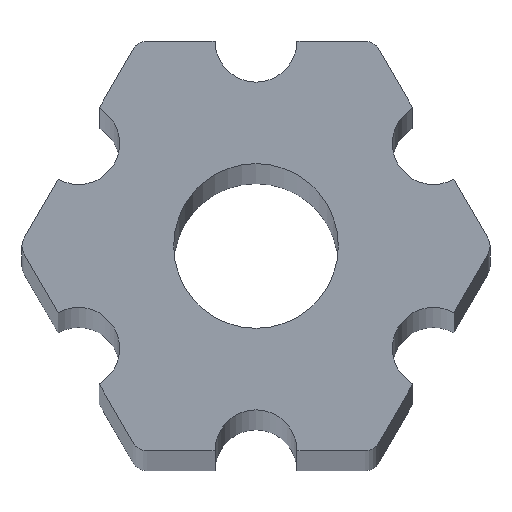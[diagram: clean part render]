
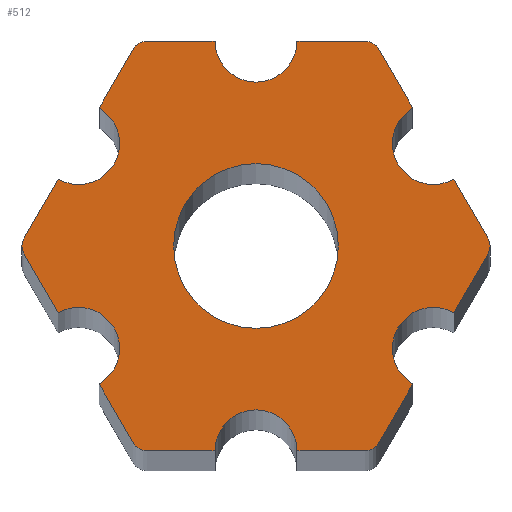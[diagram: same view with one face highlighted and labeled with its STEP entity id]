
A CAD part, top view. The second image highlights one B-rep face of the part: STEP entity #512.
In plain terms, the highlighted planar face has unit normal (0, 0, 1).
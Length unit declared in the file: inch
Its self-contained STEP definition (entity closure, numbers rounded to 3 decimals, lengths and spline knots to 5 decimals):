
#27=PLANE('',#567);
#35=LINE('',#788,#83);
#39=LINE('',#797,#87);
#43=LINE('',#806,#91);
#47=LINE('',#814,#95);
#50=LINE('',#819,#98);
#52=LINE('',#824,#100);
#58=LINE('',#837,#106);
#62=LINE('',#846,#110);
#66=LINE('',#855,#114);
#69=LINE('',#859,#117);
#72=LINE('',#865,#120);
#75=LINE('',#873,#123);
#83=VECTOR('',#630,39.37008);
#87=VECTOR('',#636,39.37008);
#91=VECTOR('',#642,39.37008);
#95=VECTOR('',#648,39.37008);
#98=VECTOR('',#653,39.37008);
#100=VECTOR('',#657,39.37008);
#106=VECTOR('',#665,39.37008);
#110=VECTOR('',#671,39.37008);
#114=VECTOR('',#677,39.37008);
#117=VECTOR('',#682,39.37008);
#120=VECTOR('',#687,39.37008);
#123=VECTOR('',#692,39.37008);
#126=FACE_BOUND('',#173,.T.);
#144=FACE_OUTER_BOUND('',#172,.T.);
#172=EDGE_LOOP('',(#397,#398,#399,#400,#401,#402,#403,#404,#405,#406,#407,
#408,#409,#410,#411,#412,#413,#414,#415,#416,#417,#418,#419,#420));
#173=EDGE_LOOP('',(#421));
#186=CIRCLE('',#545,0.1005);
#187=CIRCLE('',#547,0.02);
#190=CIRCLE('',#551,0.05);
#192=CIRCLE('',#554,0.05);
#193=CIRCLE('',#568,0.02);
#194=CIRCLE('',#569,0.02);
#195=CIRCLE('',#570,0.05);
#196=CIRCLE('',#571,0.02);
#197=CIRCLE('',#572,0.05);
#198=CIRCLE('',#573,0.02);
#199=CIRCLE('',#574,0.05);
#200=CIRCLE('',#575,0.02);
#201=CIRCLE('',#576,0.05);
#212=VERTEX_POINT('',#756);
#213=VERTEX_POINT('',#759);
#214=VERTEX_POINT('',#760);
#219=VERTEX_POINT('',#771);
#220=VERTEX_POINT('',#773);
#223=VERTEX_POINT('',#780);
#224=VERTEX_POINT('',#782);
#225=VERTEX_POINT('',#786);
#226=VERTEX_POINT('',#787);
#229=VERTEX_POINT('',#795);
#230=VERTEX_POINT('',#796);
#233=VERTEX_POINT('',#804);
#234=VERTEX_POINT('',#805);
#237=VERTEX_POINT('',#813);
#239=VERTEX_POINT('',#822);
#240=VERTEX_POINT('',#823);
#245=VERTEX_POINT('',#834);
#246=VERTEX_POINT('',#836);
#249=VERTEX_POINT('',#843);
#250=VERTEX_POINT('',#845);
#253=VERTEX_POINT('',#852);
#254=VERTEX_POINT('',#854);
#256=VERTEX_POINT('',#863);
#259=VERTEX_POINT('',#870);
#260=VERTEX_POINT('',#872);
#262=EDGE_CURVE('',#212,#212,#186,.T.);
#263=EDGE_CURVE('',#213,#214,#187,.T.);
#269=EDGE_CURVE('',#219,#220,#190,.T.);
#273=EDGE_CURVE('',#223,#224,#192,.T.);
#275=EDGE_CURVE('',#225,#226,#35,.T.);
#279=EDGE_CURVE('',#229,#230,#39,.T.);
#283=EDGE_CURVE('',#233,#234,#43,.T.);
#287=EDGE_CURVE('',#237,#220,#47,.T.);
#290=EDGE_CURVE('',#214,#224,#50,.T.);
#292=EDGE_CURVE('',#239,#240,#52,.T.);
#298=EDGE_CURVE('',#246,#245,#58,.T.);
#302=EDGE_CURVE('',#250,#249,#62,.T.);
#306=EDGE_CURVE('',#254,#253,#66,.T.);
#309=EDGE_CURVE('',#219,#213,#69,.T.);
#312=EDGE_CURVE('',#223,#256,#72,.T.);
#315=EDGE_CURVE('',#260,#259,#75,.T.);
#317=EDGE_CURVE('',#253,#237,#193,.T.);
#318=EDGE_CURVE('',#256,#239,#194,.T.);
#319=EDGE_CURVE('',#260,#240,#195,.T.);
#320=EDGE_CURVE('',#259,#225,#196,.T.);
#321=EDGE_CURVE('',#246,#226,#197,.T.);
#322=EDGE_CURVE('',#245,#229,#198,.T.);
#323=EDGE_CURVE('',#250,#230,#199,.T.);
#324=EDGE_CURVE('',#249,#233,#200,.T.);
#325=EDGE_CURVE('',#254,#234,#201,.T.);
#397=ORIENTED_EDGE('',*,*,#306,.T.);
#398=ORIENTED_EDGE('',*,*,#317,.T.);
#399=ORIENTED_EDGE('',*,*,#287,.T.);
#400=ORIENTED_EDGE('',*,*,#269,.F.);
#401=ORIENTED_EDGE('',*,*,#309,.T.);
#402=ORIENTED_EDGE('',*,*,#263,.T.);
#403=ORIENTED_EDGE('',*,*,#290,.T.);
#404=ORIENTED_EDGE('',*,*,#273,.F.);
#405=ORIENTED_EDGE('',*,*,#312,.T.);
#406=ORIENTED_EDGE('',*,*,#318,.T.);
#407=ORIENTED_EDGE('',*,*,#292,.T.);
#408=ORIENTED_EDGE('',*,*,#319,.F.);
#409=ORIENTED_EDGE('',*,*,#315,.T.);
#410=ORIENTED_EDGE('',*,*,#320,.T.);
#411=ORIENTED_EDGE('',*,*,#275,.T.);
#412=ORIENTED_EDGE('',*,*,#321,.F.);
#413=ORIENTED_EDGE('',*,*,#298,.T.);
#414=ORIENTED_EDGE('',*,*,#322,.T.);
#415=ORIENTED_EDGE('',*,*,#279,.T.);
#416=ORIENTED_EDGE('',*,*,#323,.F.);
#417=ORIENTED_EDGE('',*,*,#302,.T.);
#418=ORIENTED_EDGE('',*,*,#324,.T.);
#419=ORIENTED_EDGE('',*,*,#283,.T.);
#420=ORIENTED_EDGE('',*,*,#325,.F.);
#421=ORIENTED_EDGE('',*,*,#262,.F.);
#512=ADVANCED_FACE('',(#144,#126),#27,.T.);
#545=AXIS2_PLACEMENT_3D('',#757,#602,#603);
#547=AXIS2_PLACEMENT_3D('',#761,#606,#607);
#551=AXIS2_PLACEMENT_3D('',#774,#617,#618);
#554=AXIS2_PLACEMENT_3D('',#783,#625,#626);
#567=AXIS2_PLACEMENT_3D('',#875,#694,#695);
#568=AXIS2_PLACEMENT_3D('',#876,#696,#697);
#569=AXIS2_PLACEMENT_3D('',#877,#698,#699);
#570=AXIS2_PLACEMENT_3D('',#878,#700,#701);
#571=AXIS2_PLACEMENT_3D('',#879,#702,#703);
#572=AXIS2_PLACEMENT_3D('',#880,#704,#705);
#573=AXIS2_PLACEMENT_3D('',#881,#706,#707);
#574=AXIS2_PLACEMENT_3D('',#882,#708,#709);
#575=AXIS2_PLACEMENT_3D('',#883,#710,#711);
#576=AXIS2_PLACEMENT_3D('',#884,#712,#713);
#602=DIRECTION('center_axis',(0.,0.,1.));
#603=DIRECTION('ref_axis',(1.,0.,0.));
#606=DIRECTION('center_axis',(0.,0.,1.));
#607=DIRECTION('ref_axis',(1.,0.,0.));
#617=DIRECTION('center_axis',(0.,0.,1.));
#618=DIRECTION('ref_axis',(1.,0.,0.));
#625=DIRECTION('center_axis',(0.,0.,1.));
#626=DIRECTION('ref_axis',(1.,0.,0.));
#630=DIRECTION('',(0.5,0.866,0.));
#636=DIRECTION('',(-0.5,0.866,0.));
#642=DIRECTION('',(-1.,0.,0.));
#648=DIRECTION('',(-0.5,-0.866,0.));
#653=DIRECTION('',(0.5,-0.866,0.));
#657=DIRECTION('',(1.,0.,0.));
#665=DIRECTION('',(0.5,0.866,0.));
#671=DIRECTION('',(-0.5,0.866,0.));
#677=DIRECTION('',(-1.,0.,0.));
#682=DIRECTION('',(-0.5,-0.866,0.));
#687=DIRECTION('',(0.5,-0.866,0.));
#692=DIRECTION('',(1.,0.,0.));
#694=DIRECTION('center_axis',(0.,0.,1.));
#695=DIRECTION('ref_axis',(1.,0.,0.));
#696=DIRECTION('center_axis',(0.,0.,1.));
#697=DIRECTION('ref_axis',(1.,0.,0.));
#698=DIRECTION('center_axis',(0.,0.,1.));
#699=DIRECTION('ref_axis',(1.,0.,0.));
#700=DIRECTION('center_axis',(0.,0.,1.));
#701=DIRECTION('ref_axis',(1.,0.,0.));
#702=DIRECTION('center_axis',(0.,0.,1.));
#703=DIRECTION('ref_axis',(1.,0.,0.));
#704=DIRECTION('center_axis',(0.,0.,1.));
#705=DIRECTION('ref_axis',(1.,0.,0.));
#706=DIRECTION('center_axis',(0.,0.,1.));
#707=DIRECTION('ref_axis',(1.,0.,0.));
#708=DIRECTION('center_axis',(0.,0.,1.));
#709=DIRECTION('ref_axis',(1.,0.,0.));
#710=DIRECTION('center_axis',(0.,0.,1.));
#711=DIRECTION('ref_axis',(1.,0.,0.));
#712=DIRECTION('center_axis',(0.,0.,1.));
#713=DIRECTION('ref_axis',(1.,0.,0.));
#756=CARTESIAN_POINT('',(0.1005,0.,14.));
#757=CARTESIAN_POINT('Origin',(0.,0.,14.));
#759=CARTESIAN_POINT('',(-0.2829,0.01,14.));
#760=CARTESIAN_POINT('',(-0.2829,-0.01,14.));
#761=CARTESIAN_POINT('Origin',(-0.26558,0.,
14.));
#771=CARTESIAN_POINT('',(-0.24151,0.0817,14.));
#773=CARTESIAN_POINT('',(-0.19151,0.1683,14.));
#774=CARTESIAN_POINT('Origin',(-0.21651,0.125,14.));
#780=CARTESIAN_POINT('',(-0.19151,-0.1683,14.));
#782=CARTESIAN_POINT('',(-0.24151,-0.0817,14.));
#783=CARTESIAN_POINT('Origin',(-0.21651,-0.125,14.));
#786=CARTESIAN_POINT('',(0.15011,-0.24,14.));
#787=CARTESIAN_POINT('',(0.19151,-0.1683,14.));
#788=CARTESIAN_POINT('',(0.14434,-0.25,14.));
#795=CARTESIAN_POINT('',(0.2829,0.01,14.));
#796=CARTESIAN_POINT('',(0.24151,0.0817,14.));
#797=CARTESIAN_POINT('',(0.28868,0.,14.));
#804=CARTESIAN_POINT('',(0.13279,0.25,14.));
#805=CARTESIAN_POINT('',(0.05,0.25,14.));
#806=CARTESIAN_POINT('',(0.14434,0.25,14.));
#813=CARTESIAN_POINT('',(-0.15011,0.24,14.));
#814=CARTESIAN_POINT('',(-0.14434,0.25,14.));
#819=CARTESIAN_POINT('',(-0.28868,0.,14.));
#822=CARTESIAN_POINT('',(-0.13279,-0.25,14.));
#823=CARTESIAN_POINT('',(-0.05,-0.25,14.));
#824=CARTESIAN_POINT('',(-0.14434,-0.25,14.));
#834=CARTESIAN_POINT('',(0.2829,-0.01,14.));
#836=CARTESIAN_POINT('',(0.24151,-0.0817,14.));
#837=CARTESIAN_POINT('',(0.14434,-0.25,14.));
#843=CARTESIAN_POINT('',(0.15011,0.24,14.));
#845=CARTESIAN_POINT('',(0.19151,0.1683,14.));
#846=CARTESIAN_POINT('',(0.28868,0.,14.));
#852=CARTESIAN_POINT('',(-0.13279,0.25,14.));
#854=CARTESIAN_POINT('',(-0.05,0.25,14.));
#855=CARTESIAN_POINT('',(0.14434,0.25,14.));
#859=CARTESIAN_POINT('',(-0.14434,0.25,14.));
#863=CARTESIAN_POINT('',(-0.15011,-0.24,14.));
#865=CARTESIAN_POINT('',(-0.28868,0.,14.));
#870=CARTESIAN_POINT('',(0.13279,-0.25,14.));
#872=CARTESIAN_POINT('',(0.05,-0.25,14.));
#873=CARTESIAN_POINT('',(-0.14434,-0.25,14.));
#875=CARTESIAN_POINT('Origin',(0.,0.,14.));
#876=CARTESIAN_POINT('Origin',(-0.13279,0.23,14.));
#877=CARTESIAN_POINT('Origin',(-0.13279,-0.23,14.));
#878=CARTESIAN_POINT('Origin',(0.,-0.25,
14.));
#879=CARTESIAN_POINT('Origin',(0.13279,-0.23,14.));
#880=CARTESIAN_POINT('Origin',(0.21651,-0.125,14.));
#881=CARTESIAN_POINT('Origin',(0.26558,0.,
14.));
#882=CARTESIAN_POINT('Origin',(0.21651,0.125,14.));
#883=CARTESIAN_POINT('Origin',(0.13279,0.23,14.));
#884=CARTESIAN_POINT('Origin',(0.,0.25,
14.));
